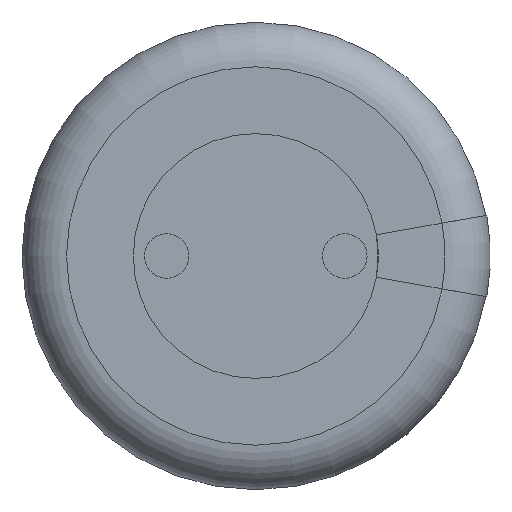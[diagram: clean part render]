
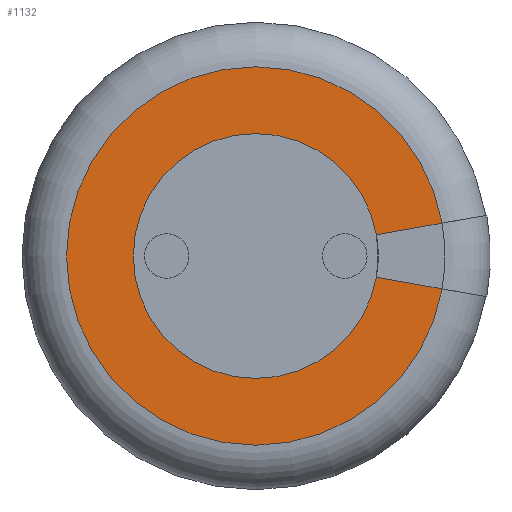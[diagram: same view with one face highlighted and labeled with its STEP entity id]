
A CAD part, front view. The second image highlights one B-rep face of the part: STEP entity #1132.
In plain terms, the highlighted planar face has unit normal (0, -1, 0).
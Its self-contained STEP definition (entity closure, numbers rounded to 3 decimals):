
#50=DIRECTION('',(-0.985,0.,0.174));
#51=VECTOR('',#50,0.75);
#52=CARTESIAN_POINT('',(2.093,0.,-0.369));
#53=LINE('',#52,#51);
#58=DIRECTION('',(-0.985,0.,-0.174));
#59=VECTOR('',#58,0.75);
#60=CARTESIAN_POINT('',(2.093,0.,0.369));
#61=LINE('',#60,#59);
#65=CARTESIAN_POINT('',(0.,0.,0.));
#66=DIRECTION('',(0.,1.,0.));
#67=DIRECTION('',(-1.,0.,0.));
#68=AXIS2_PLACEMENT_3D('',#65,#66,#67);
#73=CARTESIAN_POINT('',(0.,0.,0.));
#74=DIRECTION('',(0.,1.,0.));
#75=DIRECTION('',(0.985,0.,-0.174));
#76=AXIS2_PLACEMENT_3D('',#73,#74,#75);
#391=CARTESIAN_POINT('',(0.,0.,0.));
#392=DIRECTION('',(0.,-1.,0.));
#393=DIRECTION('',(0.985,0.,0.174));
#394=AXIS2_PLACEMENT_3D('',#391,#392,#393);
#959=CARTESIAN_POINT('',(-1.375,0.,0.));
#960=VERTEX_POINT('',#959);
#1071=CARTESIAN_POINT('',(2.093,0.,-0.369));
#1072=CARTESIAN_POINT('',(1.354,0.,-0.239));
#1073=VERTEX_POINT('',#1071);
#1074=VERTEX_POINT('',#1072);
#1075=CARTESIAN_POINT('',(2.093,0.,0.369));
#1076=CARTESIAN_POINT('',(1.354,0.,0.239));
#1077=VERTEX_POINT('',#1075);
#1078=VERTEX_POINT('',#1076);
#1115=CARTESIAN_POINT('',(0.,0.,0.));
#1116=DIRECTION('',(0.,1.,0.));
#1117=DIRECTION('',(1.,0.,0.));
#1118=AXIS2_PLACEMENT_3D('',#1115,#1116,#1117);
#1119=PLANE('',#1118);
#1121=ORIENTED_EDGE('',*,*,#1120,.F.);
#1123=ORIENTED_EDGE('',*,*,#1122,.F.);
#1125=ORIENTED_EDGE('',*,*,#1124,.T.);
#1127=ORIENTED_EDGE('',*,*,#1126,.F.);
#1129=ORIENTED_EDGE('',*,*,#1128,.F.);
#1130=EDGE_LOOP('',(#1121,#1123,#1125,#1127,#1129));
#1131=FACE_OUTER_BOUND('',#1130,.F.);
#1132=ADVANCED_FACE('',(#1131),#1119,.F.);
#69=CIRCLE('',#68,1.375);
#77=CIRCLE('',#76,1.375);
#395=CIRCLE('',#394,2.125);
#1120=EDGE_CURVE('',#1073,#1074,#53,.T.);
#1122=EDGE_CURVE('',#1077,#1073,#395,.T.);
#1124=EDGE_CURVE('',#1077,#1078,#61,.T.);
#1126=EDGE_CURVE('',#960,#1078,#69,.T.);
#1128=EDGE_CURVE('',#1074,#960,#77,.T.);
